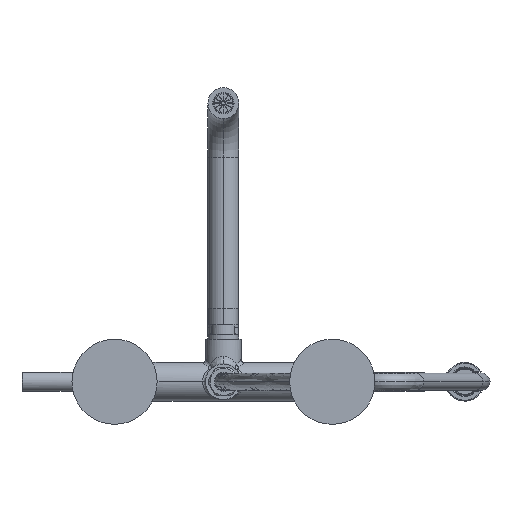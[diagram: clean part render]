
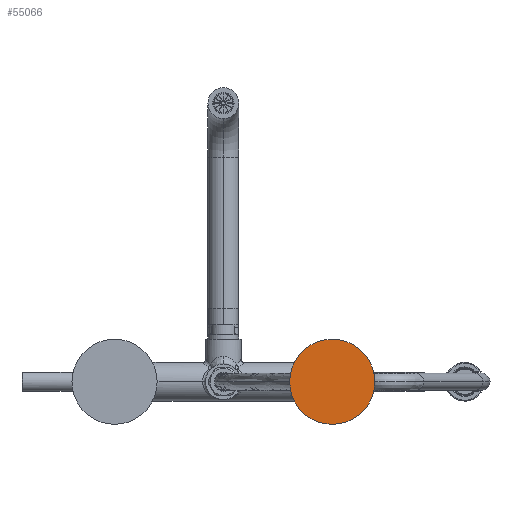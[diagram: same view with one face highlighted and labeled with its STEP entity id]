
A CAD part, front view. The second image highlights one B-rep face of the part: STEP entity #55066.
In plain terms, the highlighted planar face has unit normal (0, -1, 0).
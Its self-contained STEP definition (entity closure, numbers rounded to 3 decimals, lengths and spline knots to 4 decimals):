
#8766=CARTESIAN_POINT('',(3.5165,-29.998,0.));
#8767=DIRECTION('',(0.,-1.,0.));
#8768=DIRECTION('',(1.,0.,0.));
#8769=AXIS2_PLACEMENT_3D('',#8766,#8767,#8768);
#8780=CARTESIAN_POINT('',(3.5165,-29.998,0.));
#8781=DIRECTION('',(0.,1.,0.));
#8782=DIRECTION('',(1.,0.,0.));
#8783=AXIS2_PLACEMENT_3D('',#8780,#8781,#8782);
#47747=CARTESIAN_POINT('',(4.8915,-29.998,0.));
#47748=CARTESIAN_POINT('',(2.1415,-29.998,0.));
#47749=VERTEX_POINT('',#47747);
#47750=VERTEX_POINT('',#47748);
#55057=CARTESIAN_POINT('',(3.5165,-29.998,0.));
#55058=DIRECTION('',(0.,1.,0.));
#55059=DIRECTION('',(1.,0.,0.));
#55060=AXIS2_PLACEMENT_3D('',#55057,#55058,#55059);
#55061=PLANE('',#55060);
#55062=ORIENTED_EDGE('',*,*,#55051,.T.);
#55063=ORIENTED_EDGE('',*,*,#55037,.F.);
#55064=EDGE_LOOP('',(#55062,#55063));
#55065=FACE_OUTER_BOUND('',#55064,.F.);
#55066=ADVANCED_FACE('',(#55065),#55061,.F.);
#8770=CIRCLE('',#8769,1.375);
#8784=CIRCLE('',#8783,1.375);
#55037=EDGE_CURVE('',#47749,#47750,#8770,.T.);
#55051=EDGE_CURVE('',#47749,#47750,#8784,.T.);
